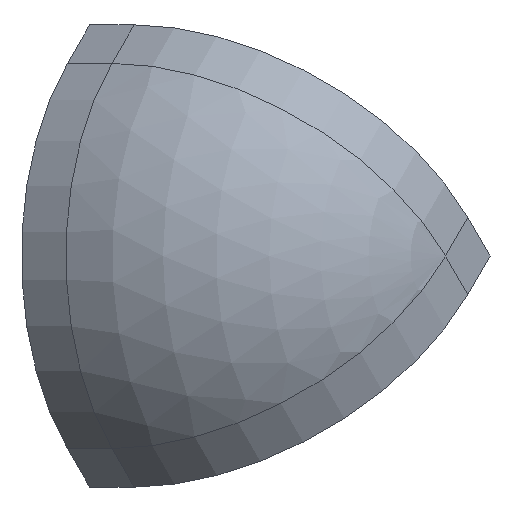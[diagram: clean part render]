
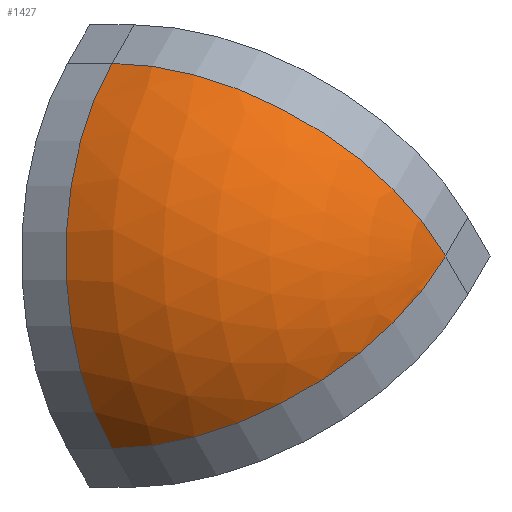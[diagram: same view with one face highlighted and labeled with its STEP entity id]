
A CAD part, front view. The second image highlights one B-rep face of the part: STEP entity #1427.
In plain terms, the highlighted spherical face has radius 25 mm.
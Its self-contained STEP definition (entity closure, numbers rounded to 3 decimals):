
#807=CARTESIAN_POINT('',(0.,0.,0.));
#808=DIRECTION('',(0.408,0.577,-0.707));
#809=DIRECTION('',(0.817,-0.577,0.));
#810=AXIS2_PLACEMENT_3D('',#807,#808,#809);
#815=CARTESIAN_POINT('',(0.,0.,0.));
#816=DIRECTION('',(0.817,-0.577,0.));
#817=DIRECTION('',(-0.408,-0.577,0.707));
#818=AXIS2_PLACEMENT_3D('',#815,#816,#817);
#823=CARTESIAN_POINT('',(0.,0.,0.));
#824=DIRECTION('',(0.408,0.577,0.707));
#825=DIRECTION('',(-0.408,-0.577,0.707));
#826=AXIS2_PLACEMENT_3D('',#823,#824,#825);
#972=CARTESIAN_POINT('',(-10.205,-14.435,17.678));
#974=VERTEX_POINT('',#972);
#992=CARTESIAN_POINT('',(20.414,-14.432,
0.));
#994=VERTEX_POINT('',#992);
#995=CARTESIAN_POINT('',(-10.205,-14.435,-17.678));
#996=VERTEX_POINT('',#995);
#1415=CARTESIAN_POINT('',(0.,0.,0.));
#1416=DIRECTION('',(0.817,-0.577,0.));
#1417=DIRECTION('',(-0.408,-0.577,-0.707));
#1418=AXIS2_PLACEMENT_3D('',#1415,#1416,#1417);
#1419=SPHERICAL_SURFACE('',#1418,25.);
#1420=ORIENTED_EDGE('',*,*,#1406,.T.);
#1422=ORIENTED_EDGE('',*,*,#1421,.F.);
#1424=ORIENTED_EDGE('',*,*,#1423,.T.);
#1425=EDGE_LOOP('',(#1420,#1422,#1424));
#1426=FACE_OUTER_BOUND('',#1425,.F.);
#811=CIRCLE('',#810,25.);
#819=CIRCLE('',#818,25.);
#827=CIRCLE('',#826,25.);
#1406=EDGE_CURVE('',#994,#996,#811,.T.);
#1421=EDGE_CURVE('',#974,#996,#819,.T.);
#1423=EDGE_CURVE('',#974,#994,#827,.T.);
#1427=ADVANCED_FACE('',(#1426),#1419,.T.);
